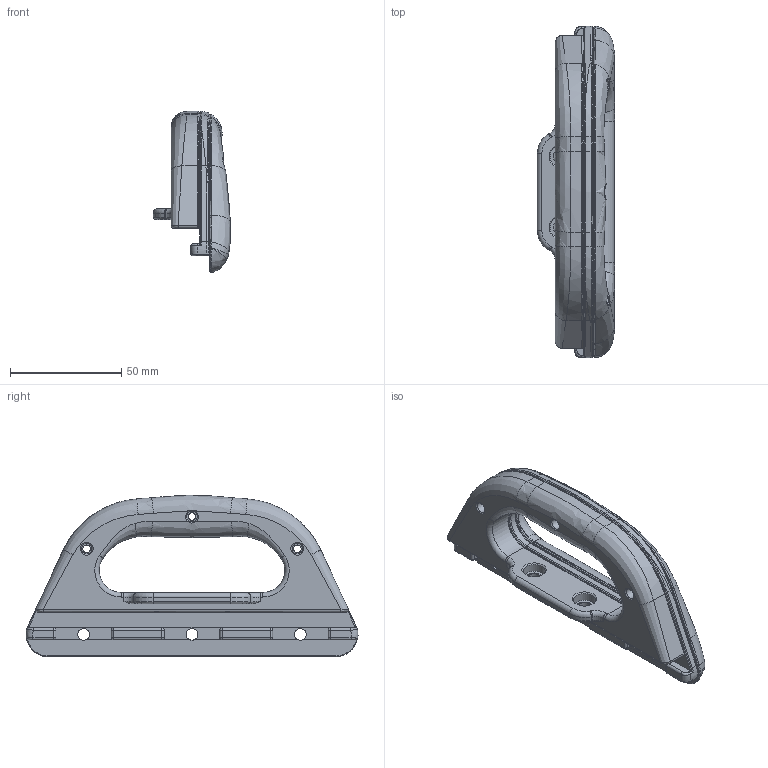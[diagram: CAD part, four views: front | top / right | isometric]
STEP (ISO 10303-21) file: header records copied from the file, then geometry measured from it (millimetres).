
FILE_DESCRIPTION(/* description */ (''),/* implementation_level */ '2;1');
FILE_NAME(/* name */ '手柄_1.stp',/* time_stamp */ '2021-06-07T21:15:20+08:00',/* author */ (''),/* organization */ (''),/* preprocessor_version */ 'ST-DEVELOPER v16.7',/* originating_system */ 'SIEMENS PLM Software NX 1892',/* authorisation */ '');
FILE_SCHEMA (('AUTOMOTIVE_DESIGN { 1 0 10303 214 3 1 1 1 }'));
Length unit declared in the file: millimetre
Products named in the file (1): Asia09AC4F51a86g
Bounding box: 34.75 x 149.39 x 72.62 mm (x, y, z)
Volume: 118283.8 mm3; surface area: 46170.7 mm2
Topology: 3 solids, 3 shells, 682 faces, 1672 edges, 1005 vertices
Faces by surface type: bspline 359, cylinder 132, plane 109, cone 35, torus 35, sphere 12
Full cylindrical faces by diameter (mm): 3.4 x6, 4.8 x3, 5.3 x5, 6 x3, 10 x5
Entity records: 33727 total; most frequent: CARTESIAN_POINT 20856, ORIENTED_EDGE 3244, DIRECTION 1637, EDGE_CURVE 1622, VERTEX_POINT 989, B_SPLINE_CURVE_WITH_KNOTS 940, EDGE_LOOP 759, ADVANCED_FACE 682
